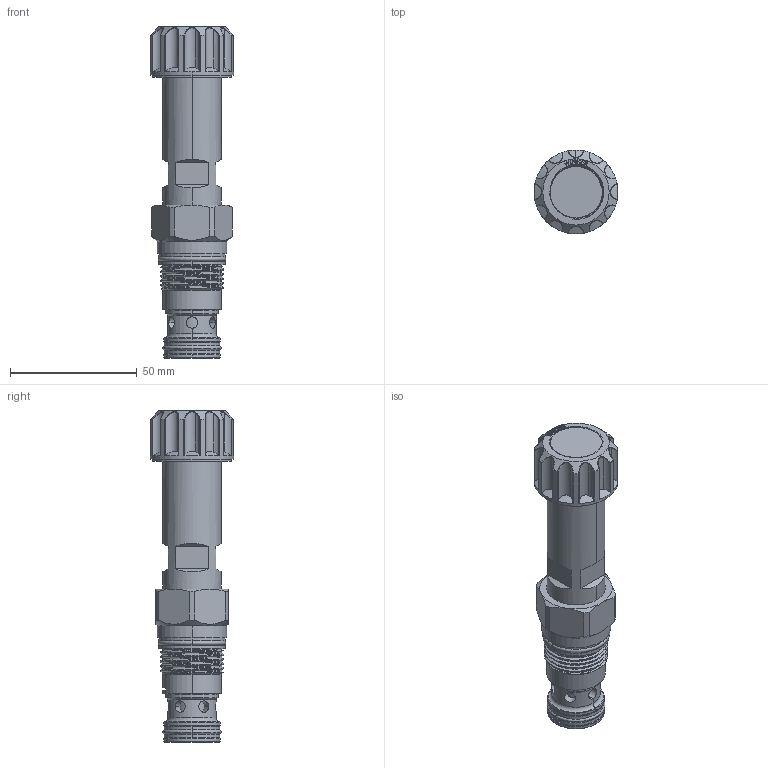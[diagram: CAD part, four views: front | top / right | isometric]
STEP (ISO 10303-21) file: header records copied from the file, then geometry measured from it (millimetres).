
FILE_DESCRIPTION (( 'STEP AP203' ), '1' );
FILE_NAME ('PFC5A2G-N.STEP', '2016-07-25T07:42:18', ( '' ), ( '' ), 'SwSTEP 2.0', 'SolidWorks 2012', '' );
FILE_SCHEMA (( 'CONFIG_CONTROL_DESIGN' ));
Length unit declared in the file: millimetre
Products named in the file (1): PFC5A2G-N
Bounding box: 33.1 x 33.1 x 131.1 mm (x, y, z)
Volume: 61001.2 mm3; surface area: 21581.6 mm2
Topology: 6 solids, 7 shells, 511 faces, 1215 edges, 751 vertices
Faces by surface type: cylinder 212, plane 123, cone 67, torus 54, bspline 31, sphere 24
Entity records: 22728 total; most frequent: CARTESIAN_POINT 11347, ORIENTED_EDGE 2430, DIRECTION 2301, EDGE_CURVE 1215, AXIS2_PLACEMENT_3D 909, VERTEX_POINT 751, EDGE_LOOP 554, ADVANCED_FACE 511
